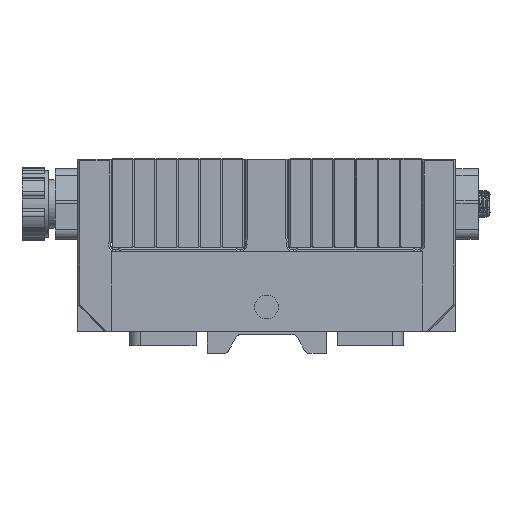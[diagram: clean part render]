
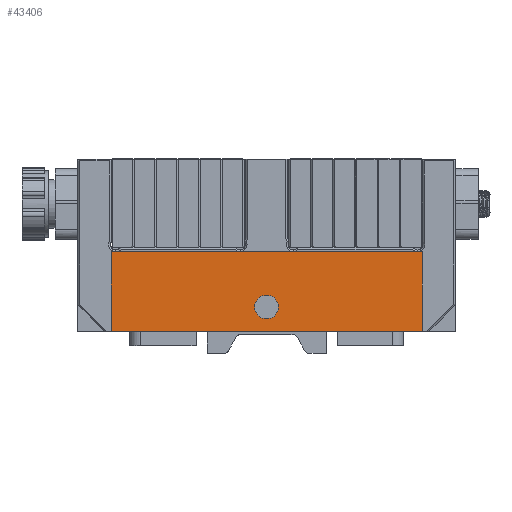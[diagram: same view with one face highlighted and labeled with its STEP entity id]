
A CAD part, front view. The second image highlights one B-rep face of the part: STEP entity #43406.
In plain terms, the highlighted planar face has unit normal (0, -1, 0).
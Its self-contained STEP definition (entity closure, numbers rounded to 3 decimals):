
#262=FACE_BOUND('',#5313,.T.);
#1107=PLANE('',#46171);
#2921=FACE_OUTER_BOUND('',#5312,.T.);
#5312=EDGE_LOOP('',(#33140,#33141,#33142,#33143));
#5313=EDGE_LOOP('',(#33144,#33145));
#7609=CIRCLE('',#46172,5.358);
#7610=CIRCLE('',#46173,5.358);
#10563=LINE('',#70599,#15101);
#10564=LINE('',#70601,#15102);
#10565=LINE('',#70603,#15103);
#10566=LINE('',#70604,#15104);
#15101=VECTOR('',#53126,10.);
#15102=VECTOR('',#53127,10.);
#15103=VECTOR('',#53128,10.);
#15104=VECTOR('',#53129,139.4);
#19457=VERTEX_POINT('',#70597);
#19458=VERTEX_POINT('',#70598);
#19459=VERTEX_POINT('',#70600);
#19460=VERTEX_POINT('',#70602);
#19461=VERTEX_POINT('',#70605);
#19462=VERTEX_POINT('',#70606);
#24530=EDGE_CURVE('',#19457,#19458,#10563,.T.);
#24531=EDGE_CURVE('',#19458,#19459,#10564,.T.);
#24532=EDGE_CURVE('',#19459,#19460,#10565,.T.);
#24533=EDGE_CURVE('',#19457,#19460,#10566,.T.);
#24534=EDGE_CURVE('',#19461,#19462,#7609,.T.);
#24535=EDGE_CURVE('',#19462,#19461,#7610,.T.);
#33140=ORIENTED_EDGE('',*,*,#24530,.T.);
#33141=ORIENTED_EDGE('',*,*,#24531,.T.);
#33142=ORIENTED_EDGE('',*,*,#24532,.T.);
#33143=ORIENTED_EDGE('',*,*,#24533,.F.);
#33144=ORIENTED_EDGE('',*,*,#24534,.F.);
#33145=ORIENTED_EDGE('',*,*,#24535,.F.);
#43406=ADVANCED_FACE('',(#2921,#262),#1107,.F.);
#46171=AXIS2_PLACEMENT_3D('',#70596,#53124,#53125);
#46172=AXIS2_PLACEMENT_3D('',#70607,#53130,#53131);
#46173=AXIS2_PLACEMENT_3D('',#70608,#53132,#53133);
#53124=DIRECTION('center_axis',(0.,1.,0.));
#53125=DIRECTION('ref_axis',(-1.,0.,0.));
#53126=DIRECTION('',(0.,0.,1.));
#53127=DIRECTION('',(-1.,0.,0.));
#53128=DIRECTION('',(0.,0.,-1.));
#53129=DIRECTION('',(-1.,0.,0.));
#53130=DIRECTION('center_axis',(0.,-1.,0.));
#53131=DIRECTION('ref_axis',(0.,0.,
1.));
#53132=DIRECTION('center_axis',(0.,-1.,0.));
#53133=DIRECTION('ref_axis',(0.,0.,
1.));
#70596=CARTESIAN_POINT('Origin',(85.5,-64.5,119.71));
#70597=CARTESIAN_POINT('',(70.5,-64.5,83.71));
#70598=CARTESIAN_POINT('',(70.5,-64.5,119.71));
#70599=CARTESIAN_POINT('',(70.5,-64.5,100.416));
#70600=CARTESIAN_POINT('',(-70.5,-64.5,119.71));
#70601=CARTESIAN_POINT('',(85.5,-64.5,119.71));
#70602=CARTESIAN_POINT('',(-70.5,-64.5,83.71));
#70603=CARTESIAN_POINT('',(-70.5,-64.5,100.416));
#70604=CARTESIAN_POINT('',(69.7,-64.5,83.71));
#70605=CARTESIAN_POINT('',(0.,-64.5,100.068));
#70606=CARTESIAN_POINT('',(0.,-64.5,89.352));
#70607=CARTESIAN_POINT('Origin',(0.,-64.5,
94.71));
#70608=CARTESIAN_POINT('Origin',(0.,-64.5,
94.71));
